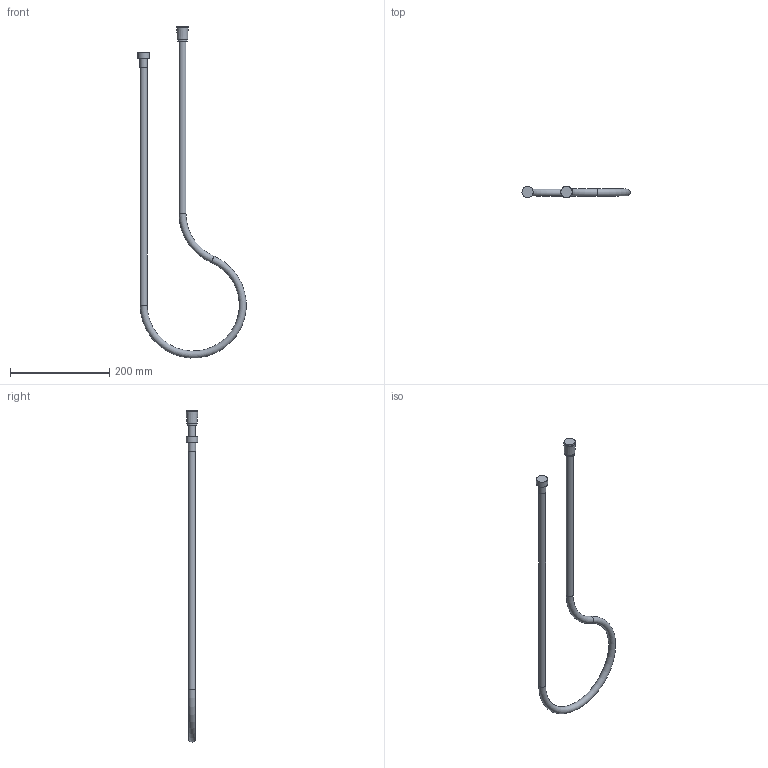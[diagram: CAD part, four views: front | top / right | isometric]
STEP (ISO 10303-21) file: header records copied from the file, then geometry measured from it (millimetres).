
FILE_DESCRIPTION(/* description */ ('Unknown'),/* implementation_level */ '2;1');
FILE_NAME(/* name */ '28143000',/* time_stamp */ '2022-09-08T18:25:48+02:00',/* author */ ('Unknown'),/* organization */ ('GROHE AG'),/* preprocessor_version */ 'ST-DEVELOPER v16.7',/* originating_system */ 'DEX',/* authorisation */ $);
FILE_SCHEMA (('AUTOMOTIVE_DESIGN {1 0 10303 214 3 1 1}'));
Length unit declared in the file: millimetre
Products named in the file (3): 28143000; id51
Assembly tree (2 placements, depth 2):
  28143000
    28143000
    id51
Bounding box: 218.18 x 23.6 x 669.89 mm (x, y, z)
Volume: 17044 mm3; surface area: 67763.4 mm2
Topology: 2 solids, 4 shells, 16 faces, 29 edges, 18 vertices
Faces by surface type: cylinder 6, plane 5, cone 3, torus 2
Full cylindrical faces by diameter (mm): 14 x2, 15 x1, 19.9 x1, 22.6 x1, 23 x1
Entity records: 413 total; most frequent: DIRECTION 70, CARTESIAN_POINT 51, AXIS2_PLACEMENT_3D 35, ORIENTED_EDGE 28, EDGE_LOOP 28, FACE_BOUND 28, EDGE_CURVE 16, VERTEX_POINT 16
